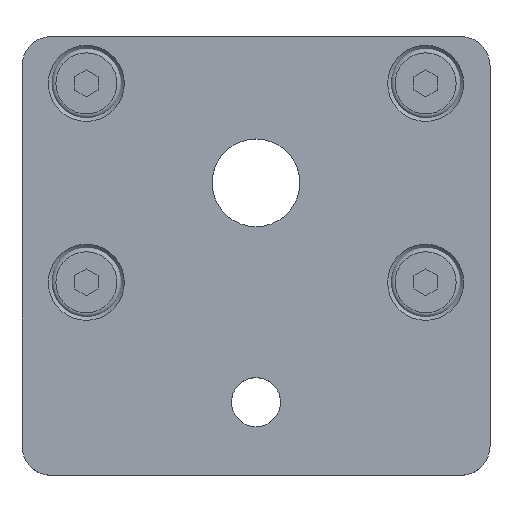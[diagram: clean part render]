
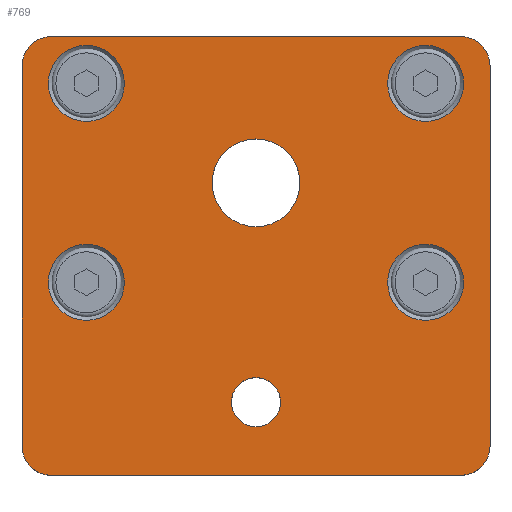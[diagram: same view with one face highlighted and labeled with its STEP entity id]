
A CAD part, top view. The second image highlights one B-rep face of the part: STEP entity #769.
In plain terms, the highlighted planar face has unit normal (0, 0, 1).
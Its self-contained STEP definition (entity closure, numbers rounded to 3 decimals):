
#50=CIRCLE('',#813,7.5);
#60=CIRCLE('',#825,4.188);
#61=CIRCLE('',#826,6.5);
#62=CIRCLE('',#827,6.5);
#63=CIRCLE('',#828,6.5);
#64=CIRCLE('',#829,6.5);
#65=CIRCLE('',#830,5.);
#66=CIRCLE('',#831,5.);
#67=CIRCLE('',#832,5.);
#68=CIRCLE('',#833,5.);
#121=ORIENTED_EDGE('',*,*,#242,.T.);
#122=ORIENTED_EDGE('',*,*,#243,.F.);
#123=ORIENTED_EDGE('',*,*,#244,.F.);
#124=ORIENTED_EDGE('',*,*,#245,.F.);
#125=ORIENTED_EDGE('',*,*,#246,.F.);
#126=ORIENTED_EDGE('',*,*,#225,.T.);
#127=ORIENTED_EDGE('',*,*,#247,.T.);
#128=ORIENTED_EDGE('',*,*,#227,.T.);
#129=ORIENTED_EDGE('',*,*,#248,.T.);
#130=ORIENTED_EDGE('',*,*,#215,.T.);
#131=ORIENTED_EDGE('',*,*,#249,.T.);
#132=ORIENTED_EDGE('',*,*,#219,.T.);
#133=ORIENTED_EDGE('',*,*,#250,.T.);
#134=ORIENTED_EDGE('',*,*,#232,.T.);
#215=EDGE_CURVE('',#278,#279,#327,.T.);
#219=EDGE_CURVE('',#282,#283,#331,.T.);
#225=EDGE_CURVE('',#289,#288,#337,.T.);
#227=EDGE_CURVE('',#290,#291,#339,.T.);
#232=EDGE_CURVE('',#295,#295,#50,.T.);
#242=EDGE_CURVE('',#301,#301,#60,.T.);
#243=EDGE_CURVE('',#302,#302,#61,.T.);
#244=EDGE_CURVE('',#303,#303,#62,.T.);
#245=EDGE_CURVE('',#304,#304,#63,.T.);
#246=EDGE_CURVE('',#305,#305,#64,.T.);
#247=EDGE_CURVE('',#288,#290,#65,.T.);
#248=EDGE_CURVE('',#291,#278,#66,.T.);
#249=EDGE_CURVE('',#279,#282,#67,.T.);
#250=EDGE_CURVE('',#283,#289,#68,.T.);
#278=VERTEX_POINT('',#1047);
#279=VERTEX_POINT('',#1048);
#282=VERTEX_POINT('',#1056);
#283=VERTEX_POINT('',#1057);
#288=VERTEX_POINT('',#1068);
#289=VERTEX_POINT('',#1070);
#290=VERTEX_POINT('',#1074);
#291=VERTEX_POINT('',#1075);
#295=VERTEX_POINT('',#1085);
#301=VERTEX_POINT('',#1103);
#302=VERTEX_POINT('',#1105);
#303=VERTEX_POINT('',#1107);
#304=VERTEX_POINT('',#1109);
#305=VERTEX_POINT('',#1111);
#327=LINE('',#1046,#361);
#331=LINE('',#1055,#365);
#337=LINE('',#1069,#371);
#339=LINE('',#1073,#373);
#361=VECTOR('',#878,1000.);
#365=VECTOR('',#884,1000.);
#371=VECTOR('',#892,1000.);
#373=VECTOR('',#896,1000.);
#408=EDGE_LOOP('',(#121));
#409=EDGE_LOOP('',(#122));
#410=EDGE_LOOP('',(#123));
#411=EDGE_LOOP('',(#124));
#412=EDGE_LOOP('',(#125));
#413=EDGE_LOOP('',(#126,#127,#128,#129,#130,#131,#132,#133));
#414=EDGE_LOOP('',(#134));
#468=FACE_BOUND('',#408,.T.);
#469=FACE_BOUND('',#409,.T.);
#470=FACE_BOUND('',#410,.T.);
#471=FACE_BOUND('',#411,.T.);
#472=FACE_BOUND('',#412,.T.);
#473=FACE_BOUND('',#413,.T.);
#474=FACE_BOUND('',#414,.T.);
#520=PLANE('',#824);
#769=ADVANCED_FACE('',(#468,#469,#470,#471,#472,#473,#474),#520,.T.);
#813=AXIS2_PLACEMENT_3D('',#1084,#904,#905);
#824=AXIS2_PLACEMENT_3D('',#1101,#926,#927);
#825=AXIS2_PLACEMENT_3D('',#1102,#928,#929);
#826=AXIS2_PLACEMENT_3D('',#1104,#930,#931);
#827=AXIS2_PLACEMENT_3D('',#1106,#932,#933);
#828=AXIS2_PLACEMENT_3D('',#1108,#934,#935);
#829=AXIS2_PLACEMENT_3D('',#1110,#936,#937);
#830=AXIS2_PLACEMENT_3D('',#1112,#938,#939);
#831=AXIS2_PLACEMENT_3D('',#1113,#940,#941);
#832=AXIS2_PLACEMENT_3D('',#1114,#942,#943);
#833=AXIS2_PLACEMENT_3D('',#1115,#944,#945);
#878=DIRECTION('',(-1.,0.,0.));
#884=DIRECTION('',(0.,-1.,0.));
#892=DIRECTION('',(1.,0.,0.));
#896=DIRECTION('',(0.,1.,0.));
#904=DIRECTION('',(0.,0.,-1.));
#905=DIRECTION('',(1.,0.,0.));
#926=DIRECTION('',(0.,0.,1.));
#927=DIRECTION('',(1.,0.,0.));
#928=DIRECTION('',(0.,0.,-1.));
#929=DIRECTION('',(0.,-1.,0.));
#930=DIRECTION('',(0.,0.,1.));
#931=DIRECTION('',(1.,0.,0.));
#932=DIRECTION('',(0.,0.,1.));
#933=DIRECTION('',(1.,0.,0.));
#934=DIRECTION('',(0.,0.,1.));
#935=DIRECTION('',(1.,0.,0.));
#936=DIRECTION('',(0.,0.,1.));
#937=DIRECTION('',(1.,0.,0.));
#938=DIRECTION('',(0.,0.,1.));
#939=DIRECTION('',(1.,0.,0.));
#940=DIRECTION('',(0.,0.,1.));
#941=DIRECTION('',(1.,0.,0.));
#942=DIRECTION('',(0.,0.,1.));
#943=DIRECTION('',(1.,0.,0.));
#944=DIRECTION('',(0.,0.,1.));
#945=DIRECTION('',(1.,0.,0.));
#1046=CARTESIAN_POINT('',(40.,37.5,0.));
#1047=CARTESIAN_POINT('',(35.,37.5,0.));
#1048=CARTESIAN_POINT('',(-35.,37.5,0.));
#1055=CARTESIAN_POINT('',(-40.,37.5,0.));
#1056=CARTESIAN_POINT('',(-40.,32.5,0.));
#1057=CARTESIAN_POINT('',(-40.,-32.5,0.));
#1068=CARTESIAN_POINT('',(35.,-37.5,0.));
#1069=CARTESIAN_POINT('',(-40.,-37.5,0.));
#1070=CARTESIAN_POINT('',(-35.,-37.5,0.));
#1073=CARTESIAN_POINT('',(40.,-37.5,0.));
#1074=CARTESIAN_POINT('',(40.,-32.5,0.));
#1075=CARTESIAN_POINT('',(40.,32.5,0.));
#1084=CARTESIAN_POINT('',(0.,12.5,0.));
#1085=CARTESIAN_POINT('',(7.5,12.5,0.));
#1101=CARTESIAN_POINT('',(-40.,37.5,0.));
#1102=CARTESIAN_POINT('',(0.,-25.,0.));
#1103=CARTESIAN_POINT('',(0.,-29.188,0.));
#1104=CARTESIAN_POINT('',(29.,-4.5,0.));
#1105=CARTESIAN_POINT('',(35.5,-4.5,0.));
#1106=CARTESIAN_POINT('',(29.,29.5,0.));
#1107=CARTESIAN_POINT('',(35.5,29.5,0.));
#1108=CARTESIAN_POINT('',(-29.,-4.5,0.));
#1109=CARTESIAN_POINT('',(-22.5,-4.5,0.));
#1110=CARTESIAN_POINT('',(-29.,29.5,0.));
#1111=CARTESIAN_POINT('',(-22.5,29.5,0.));
#1112=CARTESIAN_POINT('',(35.,-32.5,0.));
#1113=CARTESIAN_POINT('',(35.,32.5,0.));
#1114=CARTESIAN_POINT('',(-35.,32.5,0.));
#1115=CARTESIAN_POINT('',(-35.,-32.5,0.));
